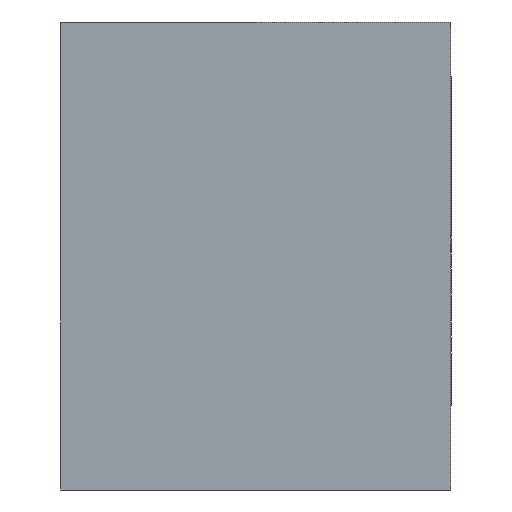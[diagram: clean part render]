
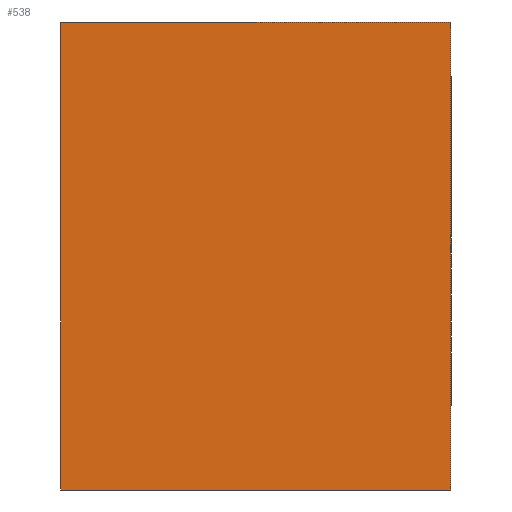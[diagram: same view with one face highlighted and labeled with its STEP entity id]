
A CAD part, front view. The second image highlights one B-rep face of the part: STEP entity #538.
In plain terms, the highlighted planar face has unit normal (0, -1, 0).
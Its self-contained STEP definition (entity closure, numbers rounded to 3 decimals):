
#3 = LINE ( 'NONE', #152, #452 ) ;
#18 = EDGE_CURVE ( 'NONE', #165, #250, #859, .T. ) ;
#37 = PLANE ( 'NONE',  #516 ) ;
#41 = LINE ( 'NONE', #581, #229 ) ;
#90 = VECTOR ( 'NONE', #335, 1000. ) ;
#100 = VERTEX_POINT ( 'NONE', #262 ) ;
#102 = DIRECTION ( 'NONE',  ( -1., 0., 0. ) ) ;
#107 = CARTESIAN_POINT ( 'NONE',  ( 5., 0., -6. ) ) ;
#126 = ORIENTED_EDGE ( 'NONE', *, *, #528, .F. ) ;
#152 = CARTESIAN_POINT ( 'NONE',  ( -5., 0., 6. ) ) ;
#165 = VERTEX_POINT ( 'NONE', #417 ) ;
#175 = DIRECTION ( 'NONE',  ( 0., 0., -1. ) ) ;
#229 = VECTOR ( 'NONE', #102, 1000. ) ;
#237 = EDGE_CURVE ( 'NONE', #250, #100, #3, .T. ) ;
#250 = VERTEX_POINT ( 'NONE', #423 ) ;
#253 = CARTESIAN_POINT ( 'NONE',  ( 5., 0., -6. ) ) ;
#257 = CARTESIAN_POINT ( 'NONE',  ( 0., 0., 0. ) ) ;
#262 = CARTESIAN_POINT ( 'NONE',  ( 5., 0., 6. ) ) ;
#299 = VECTOR ( 'NONE', #175, 1000. ) ;
#335 = DIRECTION ( 'NONE',  ( 0., 0., 1. ) ) ;
#361 = DIRECTION ( 'NONE',  ( 1., 0., 0. ) ) ;
#417 = CARTESIAN_POINT ( 'NONE',  ( -5., 0., -6. ) ) ;
#423 = CARTESIAN_POINT ( 'NONE',  ( -5., 0., 6. ) ) ;
#447 = EDGE_LOOP ( 'NONE', ( #718, #558, #763, #126 ) ) ;
#452 = VECTOR ( 'NONE', #361, 1000. ) ;
#478 = VERTEX_POINT ( 'NONE', #107 ) ;
#489 = EDGE_CURVE ( 'NONE', #100, #478, #646, .T. ) ;
#516 = AXIS2_PLACEMENT_3D ( 'NONE', #257, #771, #784 ) ;
#528 = EDGE_CURVE ( 'NONE', #478, #165, #41, .T. ) ;
#529 = CARTESIAN_POINT ( 'NONE',  ( -5., 0., -6. ) ) ;
#538 = ADVANCED_FACE ( 'NONE', ( #846 ), #37, .F. ) ;
#558 = ORIENTED_EDGE ( 'NONE', *, *, #237, .F. ) ;
#581 = CARTESIAN_POINT ( 'NONE',  ( -5., 0., -6. ) ) ;
#646 = LINE ( 'NONE', #253, #299 ) ;
#718 = ORIENTED_EDGE ( 'NONE', *, *, #489, .F. ) ;
#763 = ORIENTED_EDGE ( 'NONE', *, *, #18, .F. ) ;
#771 = DIRECTION ( 'NONE',  ( 0., 1., 0. ) ) ;
#784 = DIRECTION ( 'NONE',  ( 0., 0., 1. ) ) ;
#846 = FACE_OUTER_BOUND ( 'NONE', #447, .T. ) ;
#859 = LINE ( 'NONE', #529, #90 ) ;
